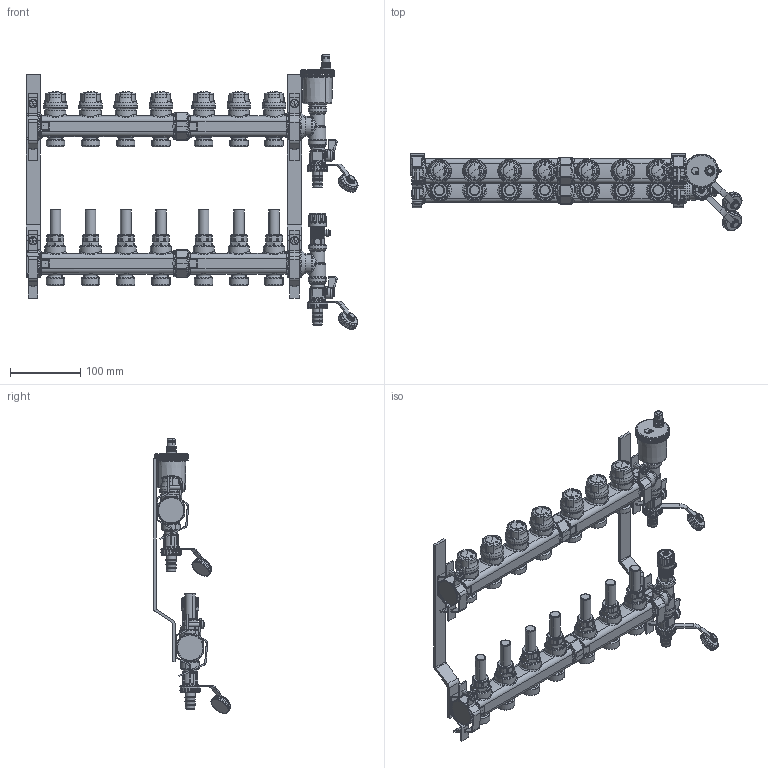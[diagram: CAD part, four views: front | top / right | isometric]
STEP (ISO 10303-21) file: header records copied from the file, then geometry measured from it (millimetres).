
FILE_DESCRIPTION(('CATIA V5 STEP Exchange'),'2;1');
FILE_NAME('STEP_6656G1_-_TST.stp','2018-02-27T13:01:55+00:00',('none'),('none'),'CATIA Version 5-6 Release 2016 SP4','CATIA V5 STEP AP203','none');
FILE_SCHEMA(('CONFIG_CONTROL_DESIGN'));
Products named in the file (1): _6656g10001_sw0001
Bounding box: 471.65 x 109.97 x 390.35 mm (x, y, z)
Surface area: 301789.8 mm2 (no closed solid volume)
Topology: 0 solids, 203 shells, 4639 faces, 14763 edges, 9683 vertices
Faces by surface type: cylinder 1319, bspline 1017, plane 868, torus 761, cone 346, sphere 328
Entity records: 216674 total; most frequent: CARTESIAN_POINT 111729, ORIENTED_EDGE 24091, DIRECTION 14932, EDGE_CURVE 14546, VERTEX_POINT 9683, AXIS2_PLACEMENT_3D 7604, B_SPLINE_CURVE_WITH_KNOTS 4983, ADVANCED_FACE 4639
